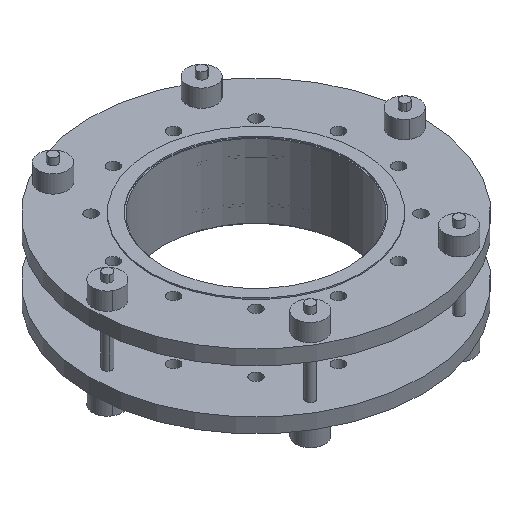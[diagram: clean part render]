
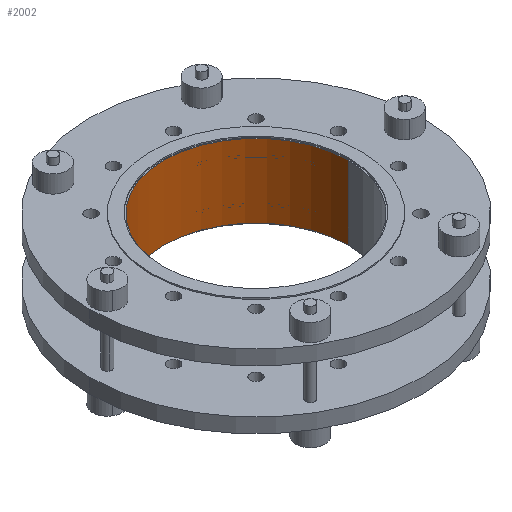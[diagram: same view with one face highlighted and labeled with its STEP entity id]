
A CAD part, isometric view. The second image highlights one B-rep face of the part: STEP entity #2002.
In plain terms, the highlighted cylindrical face has radius 158.2 mm (diameter 316.4 mm), a partial arc.
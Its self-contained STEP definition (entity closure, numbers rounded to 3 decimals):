
#1612 = EDGE_CURVE ( 'NONE', #16637, #28403, #25754, .T. ) ;
#1743 = ORIENTED_EDGE ( 'NONE', *, *, #12300, .F. ) ;
#2002 = ADVANCED_FACE ( 'NONE', ( #15201 ), #15047, .F. ) ;
#2066 = EDGE_LOOP ( 'NONE', ( #14268, #1743, #24510, #31874 ) ) ;
#2680 = AXIS2_PLACEMENT_3D ( 'NONE', #4019, #13921, #21561 ) ;
#4019 = CARTESIAN_POINT ( 'NONE',  ( 0., 0., -126. ) ) ;
#4740 = EDGE_CURVE ( 'NONE', #8769, #28403, #27239, .T. ) ;
#5295 = DIRECTION ( 'NONE',  ( 1., 0., 0. ) ) ;
#6933 = CARTESIAN_POINT ( 'NONE',  ( -158.2, 0., -126. ) ) ;
#8333 = EDGE_CURVE ( 'NONE', #23706, #8769, #8556, .T. ) ;
#8556 = LINE ( 'NONE', #16665, #29415 ) ;
#8769 = VERTEX_POINT ( 'NONE', #24935 ) ;
#12300 = EDGE_CURVE ( 'NONE', #23706, #16637, #16690, .T. ) ;
#13861 = DIRECTION ( 'NONE',  ( 0., 0., 1. ) ) ;
#13921 = DIRECTION ( 'NONE',  ( 0., 0., 1. ) ) ;
#14268 = ORIENTED_EDGE ( 'NONE', *, *, #1612, .F. ) ;
#14465 = CARTESIAN_POINT ( 'NONE',  ( -158.2, 0., 0. ) ) ;
#15047 = CYLINDRICAL_SURFACE ( 'NONE', #28278, 158.2 ) ;
#15201 = FACE_OUTER_BOUND ( 'NONE', #2066, .T. ) ;
#15812 = CARTESIAN_POINT ( 'NONE',  ( -158.2, 0., 10.973 ) ) ;
#16637 = VERTEX_POINT ( 'NONE', #6933 ) ;
#16665 = CARTESIAN_POINT ( 'NONE',  ( 158.2, 0., 10.973 ) ) ;
#16690 = CIRCLE ( 'NONE', #2680, 158.2 ) ;
#19177 = CARTESIAN_POINT ( 'NONE',  ( 158.2, 0., -126. ) ) ;
#21561 = DIRECTION ( 'NONE',  ( 1., 0., 0. ) ) ;
#22710 = DIRECTION ( 'NONE',  ( 0., 0., 1. ) ) ;
#23706 = VERTEX_POINT ( 'NONE', #19177 ) ;
#24291 = DIRECTION ( 'NONE',  ( 0., 0., 1. ) ) ;
#24510 = ORIENTED_EDGE ( 'NONE', *, *, #8333, .T. ) ;
#24935 = CARTESIAN_POINT ( 'NONE',  ( 158.2, 0., 0. ) ) ;
#25754 = LINE ( 'NONE', #15812, #29409 ) ;
#26558 = DIRECTION ( 'NONE',  ( 1., 0., 0. ) ) ;
#27239 = CIRCLE ( 'NONE', #31394, 158.2 ) ;
#27556 = CARTESIAN_POINT ( 'NONE',  ( 0., 0., 10.973 ) ) ;
#28278 = AXIS2_PLACEMENT_3D ( 'NONE', #27556, #22710, #5295 ) ;
#28403 = VERTEX_POINT ( 'NONE', #14465 ) ;
#29029 = DIRECTION ( 'NONE',  ( 0., 0., 1. ) ) ;
#29409 = VECTOR ( 'NONE', #13861, 1000. ) ;
#29415 = VECTOR ( 'NONE', #29029, 1000. ) ;
#29804 = CARTESIAN_POINT ( 'NONE',  ( 0., 0., 0. ) ) ;
#31394 = AXIS2_PLACEMENT_3D ( 'NONE', #29804, #24291, #26558 ) ;
#31874 = ORIENTED_EDGE ( 'NONE', *, *, #4740, .T. ) ;
